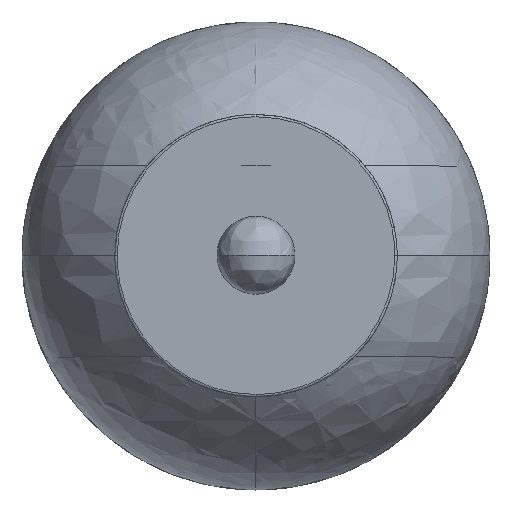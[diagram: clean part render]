
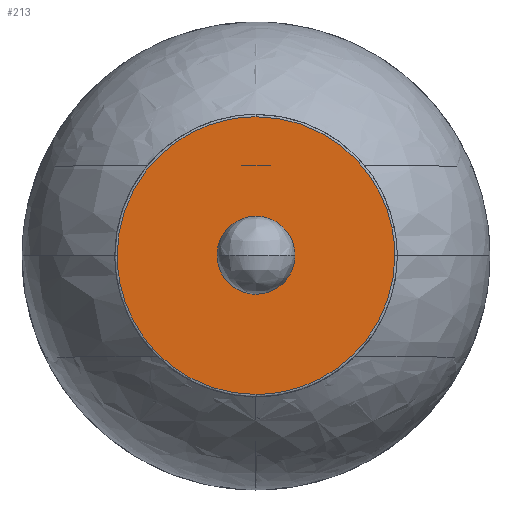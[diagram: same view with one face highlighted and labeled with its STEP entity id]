
A CAD part, top view. The second image highlights one B-rep face of the part: STEP entity #213.
In plain terms, the highlighted planar face has unit normal (0, 0, 1).
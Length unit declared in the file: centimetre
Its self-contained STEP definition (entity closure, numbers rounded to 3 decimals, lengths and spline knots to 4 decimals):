
#26=FACE_BOUND($,#589,.T.);
#213=ADVANCED_FACE($,(#395,#26),#2051,.T.);
#395=FACE_OUTER_BOUND($,#588,.T.);
#588=EDGE_LOOP($,(#1354,#1355,#1356,#1357));
#589=EDGE_LOOP($,(#1358,#1359,#1360,#1361));
#1354=ORIENTED_EDGE($,*,*,#1778,.F.);
#1355=ORIENTED_EDGE($,*,*,#1775,.F.);
#1356=ORIENTED_EDGE($,*,*,#1783,.F.);
#1357=ORIENTED_EDGE($,*,*,#1780,.F.);
#1358=ORIENTED_EDGE($,*,*,#1787,.T.);
#1359=ORIENTED_EDGE($,*,*,#1784,.T.);
#1360=ORIENTED_EDGE($,*,*,#1785,.T.);
#1361=ORIENTED_EDGE($,*,*,#1786,.T.);
#1775=EDGE_CURVE($,#2016,#2017,#2597,.T.);
#1778=EDGE_CURVE($,#2017,#2018,#2600,.T.);
#1780=EDGE_CURVE($,#2018,#2019,#2602,.T.);
#1783=EDGE_CURVE($,#2019,#2016,#2605,.T.);
#1784=EDGE_CURVE($,#2020,#2021,#2295,.T.);
#1785=EDGE_CURVE($,#2021,#2022,#2296,.T.);
#1786=EDGE_CURVE($,#2022,#2023,#2297,.T.);
#1787=EDGE_CURVE($,#2023,#2020,#2298,.T.);
#2016=VERTEX_POINT($,#7485);
#2017=VERTEX_POINT($,#7486);
#2018=VERTEX_POINT($,#7487);
#2019=VERTEX_POINT($,#7488);
#2020=VERTEX_POINT($,#7489);
#2021=VERTEX_POINT($,#7490);
#2022=VERTEX_POINT($,#7491);
#2023=VERTEX_POINT($,#7492);
#2051=PLANE($,#2728);
#2295=B_SPLINE_CURVE_WITH_KNOTS($,3,(#6637,#6638,#6639,#6640,#6641,#6642),
.UNSPECIFIED.,.F.,.F.,(4,2,4),(0.,5.1331,10.266),.UNSPECIFIED.);
#2296=B_SPLINE_CURVE_WITH_KNOTS($,3,(#6643,#6644,#6645,#6646,#6647,#6648,
#6649,#6650,#6651,#6652,#6653,#6654,#6655,#6656,#6657,#6658,#6659,#6660,
#6661,#6662,#6663,#6664,#6665,#6666,#6667,#6668,#6669,#6670),.UNSPECIFIED.,
.F.,.F.,(4,2,2,2,2,2,2,2,2,2,2,2,2,4),(10.266,10.266,
11.5359,11.8532,12.1703,12.4875,12.805,
15.3432,17.8814,18.1988,18.516,18.8332,
19.1505,20.4203),.UNSPECIFIED.);
#2297=B_SPLINE_CURVE_WITH_KNOTS($,3,(#6671,#6672,#6673,#6674,#6675,#6676,
#6677,#6678),.UNSPECIFIED.,.F.,.F.,(4,2,2,4),(0.,5.1331,10.266,
10.266),.UNSPECIFIED.);
#2298=B_SPLINE_CURVE_WITH_KNOTS($,3,(#6679,#6680,#6681,#6682,#6683,#6684,
#6685,#6686,#6687,#6688,#6689,#6690,#6691,#6692,#6693,#6694,#6695,#6696,
#6697,#6698,#6699,#6700,#6701,#6702,#6703,#6704),.UNSPECIFIED.,.F.,.F.,(4,
2,2,2,2,2,2,2,2,2,2,2,4),(10.266,11.5359,11.8532,
12.1703,12.4875,12.805,15.3432,17.8814,
18.1988,18.516,18.8332,19.1505,20.4203),
.UNSPECIFIED.);
#2597=(
BOUNDED_CURVE()
B_SPLINE_CURVE(2,(#6610,#6611,#6612),.UNSPECIFIED.,.F.,.F.)
B_SPLINE_CURVE_WITH_KNOTS((3,3),(271.4329,407.1493),.UNSPECIFIED.)
CURVE()
GEOMETRIC_REPRESENTATION_ITEM()
RATIONAL_B_SPLINE_CURVE((1.,0.707,1.))
REPRESENTATION_ITEM($)
);
#2600=(
BOUNDED_CURVE()
B_SPLINE_CURVE(2,(#6619,#6620,#6621),.UNSPECIFIED.,.F.,.F.)
B_SPLINE_CURVE_WITH_KNOTS((3,3),(139.8008,279.6017),.UNSPECIFIED.)
CURVE()
GEOMETRIC_REPRESENTATION_ITEM()
RATIONAL_B_SPLINE_CURVE((1.,0.707,1.))
REPRESENTATION_ITEM($)
);
#2602=(
BOUNDED_CURVE()
B_SPLINE_CURVE(2,(#6625,#6626,#6627),.UNSPECIFIED.,.F.,.F.)
B_SPLINE_CURVE_WITH_KNOTS((3,3),(-279.6017,-139.9915),.UNSPECIFIED.)
CURVE()
GEOMETRIC_REPRESENTATION_ITEM()
RATIONAL_B_SPLINE_CURVE((1.,0.707,1.))
REPRESENTATION_ITEM($)
);
#2605=(
BOUNDED_CURVE()
B_SPLINE_CURVE(2,(#6634,#6635,#6636),.UNSPECIFIED.,.F.,.F.)
B_SPLINE_CURVE_WITH_KNOTS((3,3),(-139.9915,0.),.UNSPECIFIED.)
CURVE()
GEOMETRIC_REPRESENTATION_ITEM()
RATIONAL_B_SPLINE_CURVE((1.,0.707,1.))
REPRESENTATION_ITEM($)
);
#2728=AXIS2_PLACEMENT_3D($,#7296,#2752,$);
#2752=DIRECTION($,(0.,0.,1.));
#6610=CARTESIAN_POINT($,(0.,-89.0001,307.6251));
#6611=CARTESIAN_POINT($,(-89.,-89.0001,307.6251));
#6612=CARTESIAN_POINT($,(-89.,-0.0002,307.6251));
#6619=CARTESIAN_POINT($,(-89.,-0.0002,307.6251));
#6620=CARTESIAN_POINT($,(-89.,88.9998,307.6252));
#6621=CARTESIAN_POINT($,(0.,88.9998,307.6252));
#6625=CARTESIAN_POINT($,(0.,88.9998,307.6252));
#6626=CARTESIAN_POINT($,(89.,88.9998,307.6252));
#6627=CARTESIAN_POINT($,(89.,-0.0002,307.6251));
#6634=CARTESIAN_POINT($,(89.,-0.0002,307.6251));
#6635=CARTESIAN_POINT($,(89.,-89.0001,307.6251));
#6636=CARTESIAN_POINT($,(0.,-89.0001,307.6251));
#6637=CARTESIAN_POINT($,(0.,6.4998,307.6251));
#6638=CARTESIAN_POINT($,(1.7239,6.4998,307.6251));
#6639=CARTESIAN_POINT($,(3.3772,5.815,307.6251));
#6640=CARTESIAN_POINT($,(5.8152,3.377,307.6251));
#6641=CARTESIAN_POINT($,(6.5,1.7237,307.6251));
#6642=CARTESIAN_POINT($,(6.5,-0.0002,307.6251));
#6643=CARTESIAN_POINT($,(6.5,-0.0002,307.6251));
#6644=CARTESIAN_POINT($,(6.5,-0.0002,307.6251));
#6645=CARTESIAN_POINT($,(6.5,-0.0002,307.6251));
#6646=CARTESIAN_POINT($,(6.5,-0.4266,307.6251));
#6647=CARTESIAN_POINT($,(6.458,-0.8519,307.6251));
#6648=CARTESIAN_POINT($,(6.3539,-1.3746,307.6251));
#6649=CARTESIAN_POINT($,(6.3305,-1.4785,307.6251));
#6650=CARTESIAN_POINT($,(6.2787,-1.6851,307.6251));
#6651=CARTESIAN_POINT($,(6.2503,-1.7877,307.6251));
#6652=CARTESIAN_POINT($,(6.1883,-1.9915,307.6251));
#6653=CARTESIAN_POINT($,(6.1549,-2.0925,307.6251));
#6654=CARTESIAN_POINT($,(6.083,-2.2932,307.6251));
#6655=CARTESIAN_POINT($,(6.0446,-2.3925,307.6251));
#6656=CARTESIAN_POINT($,(5.6771,-3.2784,307.6251));
#6657=CARTESIAN_POINT($,(5.1989,-3.9936,307.6251));
#6658=CARTESIAN_POINT($,(3.9934,-5.1991,307.6251));
#6659=CARTESIAN_POINT($,(3.2781,-5.6773,307.6251));
#6660=CARTESIAN_POINT($,(2.3923,-6.0448,307.6251));
#6661=CARTESIAN_POINT($,(2.2929,-6.0832,307.6251));
#6662=CARTESIAN_POINT($,(2.0923,-6.1551,307.6251));
#6663=CARTESIAN_POINT($,(1.9913,-6.1885,307.6251));
#6664=CARTESIAN_POINT($,(1.7874,-6.2505,307.6251));
#6665=CARTESIAN_POINT($,(1.6849,-6.2789,307.6251));
#6666=CARTESIAN_POINT($,(1.4782,-6.3307,307.6251));
#6667=CARTESIAN_POINT($,(1.3744,-6.3541,307.6251));
#6668=CARTESIAN_POINT($,(0.8516,-6.4582,307.6251));
#6669=CARTESIAN_POINT($,(0.4265,-6.5001,307.6251));
#6670=CARTESIAN_POINT($,(0.,-6.5001,307.6251));
#6671=CARTESIAN_POINT($,(0.,-6.5001,307.6251));
#6672=CARTESIAN_POINT($,(-1.7239,-6.5001,307.6251));
#6673=CARTESIAN_POINT($,(-3.3772,-5.8153,307.6251));
#6674=CARTESIAN_POINT($,(-5.8152,-3.3773,307.6251));
#6675=CARTESIAN_POINT($,(-6.5,-1.7241,307.6251));
#6676=CARTESIAN_POINT($,(-6.5,-0.0002,307.6251));
#6677=CARTESIAN_POINT($,(-6.5,-0.0002,307.6251));
#6678=CARTESIAN_POINT($,(-6.5,-0.0002,307.6251));
#6679=CARTESIAN_POINT($,(-6.5,-0.0002,307.6251));
#6680=CARTESIAN_POINT($,(-6.5,0.4263,307.6251));
#6681=CARTESIAN_POINT($,(-6.458,0.8515,307.6251));
#6682=CARTESIAN_POINT($,(-6.3539,1.3743,307.6251));
#6683=CARTESIAN_POINT($,(-6.3305,1.4781,307.6251));
#6684=CARTESIAN_POINT($,(-6.2787,1.6848,307.6251));
#6685=CARTESIAN_POINT($,(-6.2503,1.7873,307.6251));
#6686=CARTESIAN_POINT($,(-6.1884,1.9912,307.6251));
#6687=CARTESIAN_POINT($,(-6.1549,2.0922,307.6251));
#6688=CARTESIAN_POINT($,(-6.083,2.2928,307.6251));
#6689=CARTESIAN_POINT($,(-6.0447,2.3922,307.6251));
#6690=CARTESIAN_POINT($,(-5.6771,3.278,307.6251));
#6691=CARTESIAN_POINT($,(-5.1989,3.9933,307.6251));
#6692=CARTESIAN_POINT($,(-3.9934,5.1988,307.6251));
#6693=CARTESIAN_POINT($,(-3.2781,5.677,307.6251));
#6694=CARTESIAN_POINT($,(-2.3923,6.0445,307.6251));
#6695=CARTESIAN_POINT($,(-2.293,6.0829,307.6251));
#6696=CARTESIAN_POINT($,(-2.0923,6.1548,307.6251));
#6697=CARTESIAN_POINT($,(-1.9913,6.1882,307.6251));
#6698=CARTESIAN_POINT($,(-1.7874,6.2501,307.6251));
#6699=CARTESIAN_POINT($,(-1.6849,6.2785,307.6251));
#6700=CARTESIAN_POINT($,(-1.4782,6.3304,307.6251));
#6701=CARTESIAN_POINT($,(-1.3744,6.3537,307.6251));
#6702=CARTESIAN_POINT($,(-0.8516,6.4579,307.6251));
#6703=CARTESIAN_POINT($,(-0.4265,6.4998,307.6251));
#6704=CARTESIAN_POINT($,(0.,6.4998,307.6251));
#7296=CARTESIAN_POINT($,(-90.78,-90.7801,307.6251));
#7485=CARTESIAN_POINT($,(0.,-89.0001,307.6251));
#7486=CARTESIAN_POINT($,(-89.,-0.0002,307.6251));
#7487=CARTESIAN_POINT($,(0.,88.9998,307.6252));
#7488=CARTESIAN_POINT($,(89.,-0.0002,307.6251));
#7489=CARTESIAN_POINT($,(0.,6.4998,307.6251));
#7490=CARTESIAN_POINT($,(6.5,-0.0002,307.6251));
#7491=CARTESIAN_POINT($,(0.,-6.5001,307.6251));
#7492=CARTESIAN_POINT($,(-6.5,-0.0002,307.6251));
